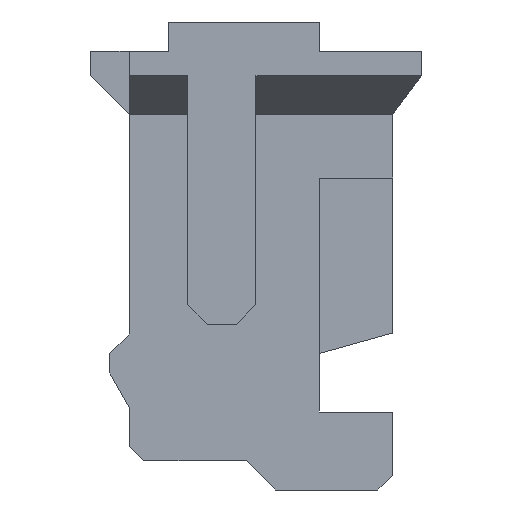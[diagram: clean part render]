
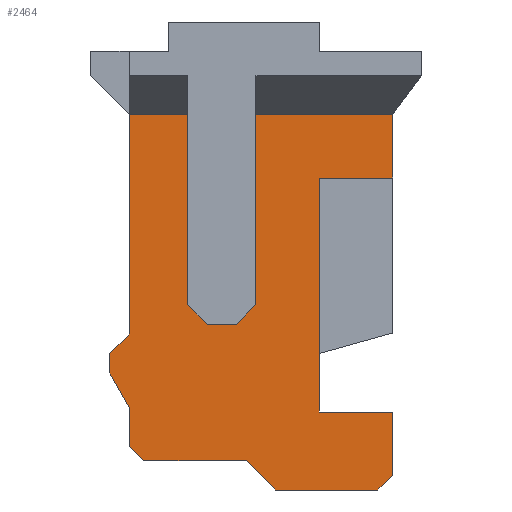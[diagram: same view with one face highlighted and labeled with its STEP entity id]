
A CAD part, left-side view. The second image highlights one B-rep face of the part: STEP entity #2464.
In plain terms, the highlighted planar face has unit normal (-1, 0, 0).
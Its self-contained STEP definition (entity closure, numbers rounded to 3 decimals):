
#259=ORIENTED_EDGE('',*,*,#946,.T.);
#260=ORIENTED_EDGE('',*,*,#947,.T.);
#261=ORIENTED_EDGE('',*,*,#854,.T.);
#262=ORIENTED_EDGE('',*,*,#948,.F.);
#263=ORIENTED_EDGE('',*,*,#949,.T.);
#264=ORIENTED_EDGE('',*,*,#950,.T.);
#265=ORIENTED_EDGE('',*,*,#821,.T.);
#266=ORIENTED_EDGE('',*,*,#951,.F.);
#267=ORIENTED_EDGE('',*,*,#952,.F.);
#268=ORIENTED_EDGE('',*,*,#953,.F.);
#269=ORIENTED_EDGE('',*,*,#954,.F.);
#270=ORIENTED_EDGE('',*,*,#955,.F.);
#271=ORIENTED_EDGE('',*,*,#956,.F.);
#272=ORIENTED_EDGE('',*,*,#957,.F.);
#273=ORIENTED_EDGE('',*,*,#795,.T.);
#274=ORIENTED_EDGE('',*,*,#958,.T.);
#275=ORIENTED_EDGE('',*,*,#959,.T.);
#276=ORIENTED_EDGE('',*,*,#960,.T.);
#277=ORIENTED_EDGE('',*,*,#791,.T.);
#278=ORIENTED_EDGE('',*,*,#961,.T.);
#279=ORIENTED_EDGE('',*,*,#962,.F.);
#280=ORIENTED_EDGE('',*,*,#963,.F.);
#791=EDGE_CURVE('',#1147,#1146,#1378,.T.);
#795=EDGE_CURVE('',#1151,#1150,#1382,.T.);
#821=EDGE_CURVE('',#1173,#1140,#1407,.T.);
#854=EDGE_CURVE('',#1199,#1200,#1440,.T.);
#946=EDGE_CURVE('',#1271,#1272,#1530,.T.);
#947=EDGE_CURVE('',#1272,#1199,#1531,.T.);
#948=EDGE_CURVE('',#1273,#1200,#1532,.T.);
#949=EDGE_CURVE('',#1273,#1274,#1533,.T.);
#950=EDGE_CURVE('',#1274,#1173,#1534,.T.);
#951=EDGE_CURVE('',#1275,#1140,#1535,.T.);
#952=EDGE_CURVE('',#1276,#1275,#1536,.T.);
#953=EDGE_CURVE('',#1277,#1276,#1537,.T.);
#954=EDGE_CURVE('',#1278,#1277,#1538,.T.);
#955=EDGE_CURVE('',#1279,#1278,#1539,.T.);
#956=EDGE_CURVE('',#1280,#1279,#1540,.T.);
#957=EDGE_CURVE('',#1151,#1280,#1541,.T.);
#958=EDGE_CURVE('',#1150,#1281,#1542,.T.);
#959=EDGE_CURVE('',#1281,#1282,#1543,.T.);
#960=EDGE_CURVE('',#1282,#1147,#1544,.T.);
#961=EDGE_CURVE('',#1146,#1283,#1545,.F.);
#962=EDGE_CURVE('',#1284,#1283,#1546,.T.);
#963=EDGE_CURVE('',#1271,#1284,#1547,.T.);
#1140=VERTEX_POINT('',#3401);
#1146=VERTEX_POINT('',#3416);
#1147=VERTEX_POINT('',#3418);
#1150=VERTEX_POINT('',#3424);
#1151=VERTEX_POINT('',#3426);
#1173=VERTEX_POINT('',#3476);
#1199=VERTEX_POINT('',#3541);
#1200=VERTEX_POINT('',#3542);
#1271=VERTEX_POINT('',#3722);
#1272=VERTEX_POINT('',#3723);
#1273=VERTEX_POINT('',#3726);
#1274=VERTEX_POINT('',#3728);
#1275=VERTEX_POINT('',#3731);
#1276=VERTEX_POINT('',#3733);
#1277=VERTEX_POINT('',#3735);
#1278=VERTEX_POINT('',#3737);
#1279=VERTEX_POINT('',#3739);
#1280=VERTEX_POINT('',#3741);
#1281=VERTEX_POINT('',#3744);
#1282=VERTEX_POINT('',#3746);
#1283=VERTEX_POINT('',#3749);
#1284=VERTEX_POINT('',#3751);
#1378=LINE('',#3417,#1731);
#1382=LINE('',#3425,#1735);
#1407=LINE('',#3475,#1760);
#1440=LINE('',#3540,#1793);
#1530=LINE('',#3721,#1883);
#1531=LINE('',#3724,#1884);
#1532=LINE('',#3725,#1885);
#1533=LINE('',#3727,#1886);
#1534=LINE('',#3729,#1887);
#1535=LINE('',#3730,#1888);
#1536=LINE('',#3732,#1889);
#1537=LINE('',#3734,#1890);
#1538=LINE('',#3736,#1891);
#1539=LINE('',#3738,#1892);
#1540=LINE('',#3740,#1893);
#1541=LINE('',#3742,#1894);
#1542=LINE('',#3743,#1895);
#1543=LINE('',#3745,#1896);
#1544=LINE('',#3747,#1897);
#1545=LINE('',#3748,#1898);
#1546=LINE('',#3750,#1899);
#1547=LINE('',#3752,#1900);
#1731=VECTOR('',#2764,1000.);
#1735=VECTOR('',#2768,1000.);
#1760=VECTOR('',#2799,1000.);
#1793=VECTOR('',#2844,1000.);
#1883=VECTOR('',#2972,1000.);
#1884=VECTOR('',#2973,1000.);
#1885=VECTOR('',#2974,1000.);
#1886=VECTOR('',#2975,1000.);
#1887=VECTOR('',#2976,1000.);
#1888=VECTOR('',#2977,1000.);
#1889=VECTOR('',#2978,1000.);
#1890=VECTOR('',#2979,1000.);
#1891=VECTOR('',#2980,1000.);
#1892=VECTOR('',#2981,1000.);
#1893=VECTOR('',#2982,1000.);
#1894=VECTOR('',#2983,1000.);
#1895=VECTOR('',#2984,1000.);
#1896=VECTOR('',#2985,1000.);
#1897=VECTOR('',#2986,1000.);
#1898=VECTOR('',#2987,1000.);
#1899=VECTOR('',#2988,1000.);
#1900=VECTOR('',#2989,1000.);
#2074=EDGE_LOOP('',(#259,#260,#261,#262,#263,#264,#265,#266,#267,#268,#269,
#270,#271,#272,#273,#274,#275,#276,#277,#278,#279,#280));
#2207=FACE_BOUND('',#2074,.T.);
#2340=PLANE('',#2609);
#2464=ADVANCED_FACE('',(#2207),#2340,.F.);
#2609=AXIS2_PLACEMENT_3D('',#3720,#2970,#2971);
#2764=DIRECTION('',(0.,0.,-1.));
#2768=DIRECTION('',(0.,0.,-1.));
#2799=DIRECTION('',(0.,0.,1.));
#2844=DIRECTION('',(0.,0.,1.));
#2970=DIRECTION('',(1.,0.,0.));
#2971=DIRECTION('',(0.,0.,-1.));
#2972=DIRECTION('',(0.,-1.,0.));
#2973=DIRECTION('',(0.,-0.707,0.707));
#2974=DIRECTION('',(0.,-1.,0.));
#2975=DIRECTION('',(0.,0.,1.));
#2976=DIRECTION('',(0.,-1.,0.));
#2977=DIRECTION('',(0.,-1.,0.));
#2978=DIRECTION('',(0.,0.,1.));
#2979=DIRECTION('',(0.,-0.707,0.707));
#2980=DIRECTION('',(0.,-1.,0.));
#2981=DIRECTION('',(0.,-0.707,-0.707));
#2982=DIRECTION('',(0.,0.,-1.));
#2983=DIRECTION('',(0.,-1.,0.));
#2984=DIRECTION('',(0.,0.707,-0.707));
#2985=DIRECTION('',(0.,0.,-1.));
#2986=DIRECTION('',(0.,-0.496,-0.868));
#2987=DIRECTION('',(0.,0.707,0.707));
#2988=DIRECTION('',(0.,1.,0.));
#2989=DIRECTION('',(0.,0.707,0.707));
#3401=CARTESIAN_POINT('',(-2.4,-1.2,1.45));
#3416=CARTESIAN_POINT('',(-2.4,1.5,-1.95));
#3417=CARTESIAN_POINT('',(-2.4,1.5,2.4));
#3418=CARTESIAN_POINT('',(-2.4,1.5,-1.55));
#3424=CARTESIAN_POINT('',(-2.4,1.5,-0.8));
#3425=CARTESIAN_POINT('',(-2.4,1.5,2.4));
#3426=CARTESIAN_POINT('',(-2.4,1.5,1.45));
#3475=CARTESIAN_POINT('',(-2.4,-1.2,-2.4));
#3476=CARTESIAN_POINT('',(-2.4,-1.2,0.8));
#3540=CARTESIAN_POINT('',(-2.4,-1.2,-2.4));
#3541=CARTESIAN_POINT('',(-2.4,-1.2,-2.25));
#3542=CARTESIAN_POINT('',(-2.4,-1.2,-1.6));
#3720=CARTESIAN_POINT('',(-2.4,6.823,-2.4));
#3721=CARTESIAN_POINT('',(-2.4,6.823,-2.4));
#3722=CARTESIAN_POINT('',(-2.4,0.,-2.4));
#3723=CARTESIAN_POINT('',(-2.4,-1.05,-2.4));
#3724=CARTESIAN_POINT('',(-2.4,-1.05,-2.4));
#3725=CARTESIAN_POINT('',(-2.4,-0.45,-1.6));
#3726=CARTESIAN_POINT('',(-2.4,-0.45,-1.6));
#3727=CARTESIAN_POINT('',(-2.4,-0.45,0.8));
#3728=CARTESIAN_POINT('',(-2.4,-0.45,0.8));
#3729=CARTESIAN_POINT('',(-2.4,-0.45,0.8));
#3730=CARTESIAN_POINT('',(-2.4,6.823,1.45));
#3731=CARTESIAN_POINT('',(-2.4,0.2,1.45));
#3732=CARTESIAN_POINT('',(-2.4,0.2,-2.4));
#3733=CARTESIAN_POINT('',(-2.4,0.2,-0.5));
#3734=CARTESIAN_POINT('',(-2.4,4.462,-4.762));
#3735=CARTESIAN_POINT('',(-2.4,0.4,-0.7));
#3736=CARTESIAN_POINT('',(-2.4,6.823,-0.7));
#3737=CARTESIAN_POINT('',(-2.4,0.7,-0.7));
#3738=CARTESIAN_POINT('',(-2.4,2.912,1.512));
#3739=CARTESIAN_POINT('',(-2.4,0.9,-0.5));
#3740=CARTESIAN_POINT('',(-2.4,0.9,-2.4));
#3741=CARTESIAN_POINT('',(-2.4,0.9,1.45));
#3742=CARTESIAN_POINT('',(-2.4,6.823,1.45));
#3743=CARTESIAN_POINT('',(-2.4,1.5,-0.8));
#3744=CARTESIAN_POINT('',(-2.4,1.7,-1.));
#3745=CARTESIAN_POINT('',(-2.4,1.7,-0.8));
#3746=CARTESIAN_POINT('',(-2.4,1.7,-1.2));
#3747=CARTESIAN_POINT('',(-2.4,1.5,-1.55));
#3748=CARTESIAN_POINT('',(-2.4,1.35,-2.1));
#3749=CARTESIAN_POINT('',(-2.4,1.35,-2.1));
#3750=CARTESIAN_POINT('',(-2.4,6.823,-2.1));
#3751=CARTESIAN_POINT('',(-2.4,0.3,-2.1));
#3752=CARTESIAN_POINT('',(-2.4,3.412,1.012));
